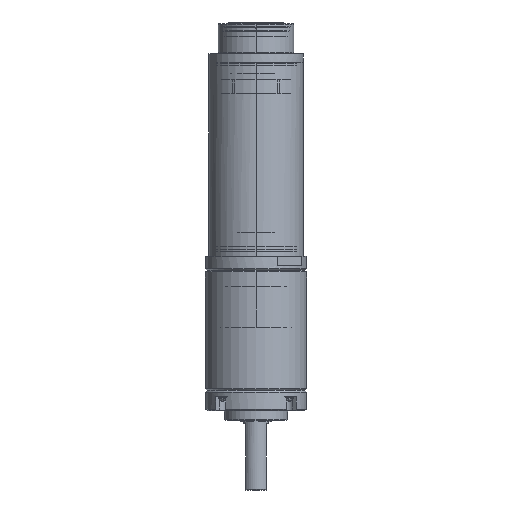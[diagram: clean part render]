
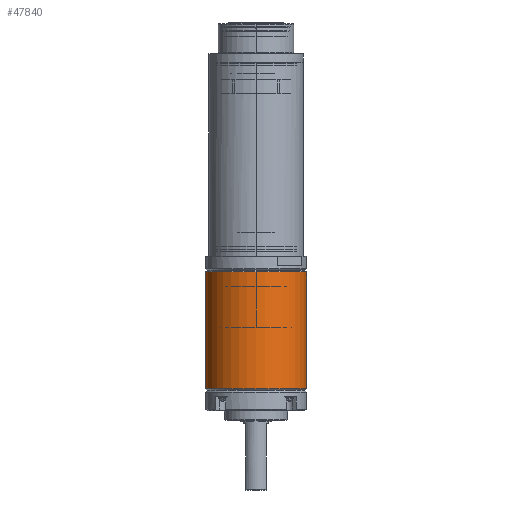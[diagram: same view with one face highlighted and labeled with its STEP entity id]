
A CAD part, left-side view. The second image highlights one B-rep face of the part: STEP entity #47840.
In plain terms, the highlighted cylindrical face has radius 16 mm (diameter 32 mm), a partial arc.
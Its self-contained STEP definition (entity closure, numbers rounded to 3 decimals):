
#44668=CARTESIAN_POINT('',(0.,0.,-43.4));
#44669=DIRECTION('',(0.,0.,-1.));
#44670=DIRECTION('',(0.,-1.,0.));
#44671=AXIS2_PLACEMENT_3D('',#44668,#44669,#44670);
#44673=DIRECTION('',(0.,0.,-1.));
#44674=VECTOR('',#44673,37.);
#44675=CARTESIAN_POINT('',(0.,-16.,-6.4));
#44676=LINE('',#44675,#44674);
#44677=DIRECTION('',(0.,0.,-1.));
#44678=VECTOR('',#44677,37.);
#44679=CARTESIAN_POINT('',(0.,16.,-6.4));
#44680=LINE('',#44679,#44678);
#44681=CARTESIAN_POINT('',(0.,0.,-6.4));
#44682=DIRECTION('',(0.,0.,-1.));
#44683=DIRECTION('',(0.,-1.,0.));
#44684=AXIS2_PLACEMENT_3D('',#44681,#44682,#44683);
#47103=CARTESIAN_POINT('',(0.,-16.,-6.4));
#47104=CARTESIAN_POINT('',(0.,-16.,-43.4));
#47105=VERTEX_POINT('',#47103);
#47106=VERTEX_POINT('',#47104);
#47111=CARTESIAN_POINT('',(0.,16.,-6.4));
#47112=CARTESIAN_POINT('',(0.,16.,-43.4));
#47113=VERTEX_POINT('',#47111);
#47114=VERTEX_POINT('',#47112);
#47826=CARTESIAN_POINT('',(0.,0.,-79.1));
#47827=DIRECTION('',(0.,0.,1.));
#47828=DIRECTION('',(0.,1.,0.));
#47829=AXIS2_PLACEMENT_3D('',#47826,#47827,#47828);
#47830=CYLINDRICAL_SURFACE('',#47829,16.);
#47832=ORIENTED_EDGE('',*,*,#47831,.T.);
#47833=ORIENTED_EDGE('',*,*,#47821,.T.);
#47835=ORIENTED_EDGE('',*,*,#47834,.F.);
#47837=ORIENTED_EDGE('',*,*,#47836,.F.);
#47838=EDGE_LOOP('',(#47832,#47833,#47835,#47837));
#47839=FACE_OUTER_BOUND('',#47838,.F.);
#47840=ADVANCED_FACE('',(#47839),#47830,.T.);
#44672=CIRCLE('',#44671,16.);
#44685=CIRCLE('',#44684,16.);
#47821=EDGE_CURVE('',#47106,#47114,#44672,.T.);
#47831=EDGE_CURVE('',#47105,#47106,#44676,.T.);
#47834=EDGE_CURVE('',#47113,#47114,#44680,.T.);
#47836=EDGE_CURVE('',#47105,#47113,#44685,.T.);
